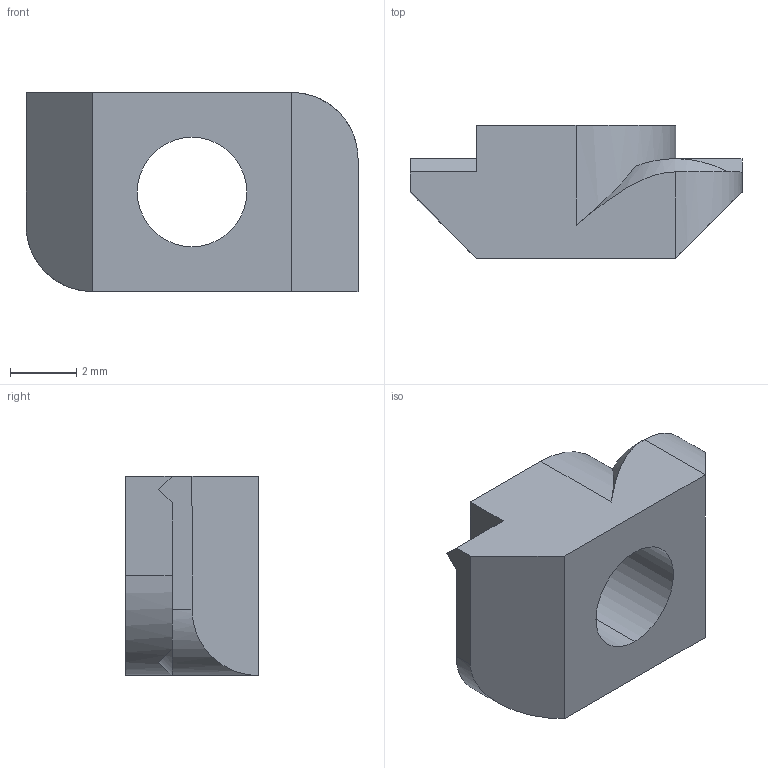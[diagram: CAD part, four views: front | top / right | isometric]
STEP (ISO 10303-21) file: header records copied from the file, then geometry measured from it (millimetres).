
FILE_DESCRIPTION (( 'STEP AP214' ), '1' );
FILE_NAME ('3.02.t.sp4.STEP', '2025-06-14T18:37:15', ( '' ), ( '' ), 'SwSTEP 2.0', 'SolidWorks 2023', '' );
FILE_SCHEMA (( 'AUTOMOTIVE_DESIGN' ));
Length unit declared in the file: millimetre
Products named in the file (1): 3.02.t.sp4
Bounding box: 10 x 4 x 6 mm (x, y, z)
Volume: 141.8 mm3; surface area: 233.2 mm2
Topology: 1 solids, 1 shells, 27 faces, 70 edges, 45 vertices
Faces by surface type: plane 18, cylinder 6, cone 3
Entity records: 886 total; most frequent: CARTESIAN_POINT 212, ORIENTED_EDGE 140, DIRECTION 127, EDGE_CURVE 70, LINE 47, VECTOR 47, VERTEX_POINT 45, AXIS2_PLACEMENT_3D 40
